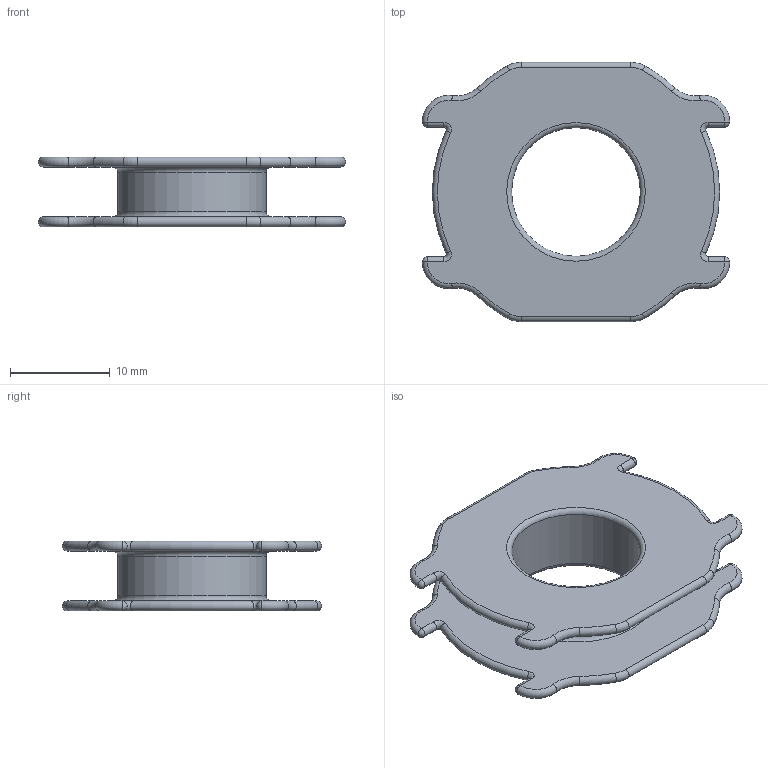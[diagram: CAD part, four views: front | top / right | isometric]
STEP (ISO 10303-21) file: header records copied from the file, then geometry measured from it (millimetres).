
FILE_DESCRIPTION(/* description */ (''),/* implementation_level */ '2;1');
FILE_NAME(/* name */ 'ETD39_sek.step',/* time_stamp */ '2025-05-21T03:21:40+02:00',/* author */ (''),/* organization */ (''),/* preprocessor_version */ 'ST-DEVELOPER v20.1',/* originating_system */ 'Autodesk Translation Framework v14.4.0.0',/* authorisation */ '');
FILE_SCHEMA (('AUTOMOTIVE_DESIGN { 1 0 10303 214 3 1 1 }'));
Length unit declared in the file: millimetre
Products named in the file (1): ETD39 Trafo core und Halter (Kern fixed)
Bounding box: 30.81 x 26 x 7 mm (x, y, z)
Volume: 1269.2 mm3; surface area: 2664.1 mm2
Topology: 1 solids, 1 shells, 74 faces, 192 edges, 122 vertices
Faces by surface type: torus 48, cylinder 14, sphere 8, plane 4
Full cylindrical faces by diameter (mm): 12.9 x1, 14.9 x1
Entity records: 2412 total; most frequent: DIRECTION 508, CARTESIAN_POINT 389, ORIENTED_EDGE 384, AXIS2_PLACEMENT_3D 241, EDGE_CURVE 192, CIRCLE 166, VERTEX_POINT 122, EDGE_LOOP 78
